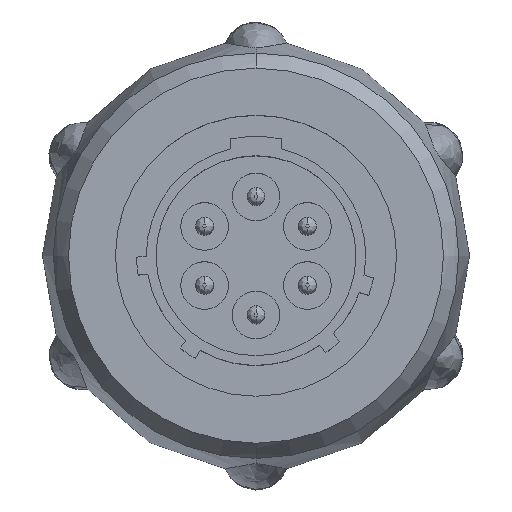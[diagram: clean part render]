
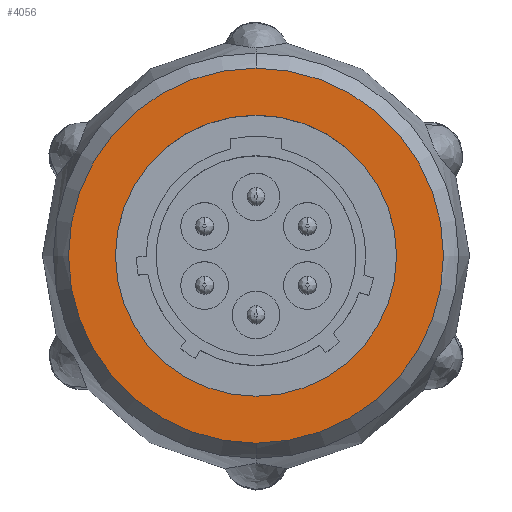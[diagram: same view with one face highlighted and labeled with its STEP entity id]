
A CAD part, top view. The second image highlights one B-rep face of the part: STEP entity #4056.
In plain terms, the highlighted planar face has unit normal (0, 0, 1).
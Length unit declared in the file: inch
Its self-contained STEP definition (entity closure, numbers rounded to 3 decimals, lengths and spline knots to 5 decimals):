
#1353=CARTESIAN_POINT('',(0.,0.,0.78346));
#1354=DIRECTION('',(0.,0.,1.));
#1355=DIRECTION('',(0.,1.,0.));
#1356=AXIS2_PLACEMENT_3D('',#1353,#1354,#1355);
#1358=CARTESIAN_POINT('',(0.,0.,0.78346));
#1359=DIRECTION('',(0.,0.,-1.));
#1360=DIRECTION('',(0.,1.,0.));
#1361=AXIS2_PLACEMENT_3D('',#1358,#1359,#1360);
#1363=CARTESIAN_POINT('',(0.,0.,0.78346));
#1364=DIRECTION('',(0.,0.,-1.));
#1365=DIRECTION('',(0.,1.,0.));
#1366=AXIS2_PLACEMENT_3D('',#1363,#1364,#1365);
#1376=CARTESIAN_POINT('',(0.,0.,0.78346));
#1377=DIRECTION('',(0.,0.,1.));
#1378=DIRECTION('',(0.,1.,0.));
#1379=AXIS2_PLACEMENT_3D('',#1376,#1377,#1378);
#3004=CARTESIAN_POINT('',(0.,0.41229,0.78346));
#3006=VERTEX_POINT('',#3004);
#3007=CARTESIAN_POINT('',(0.,0.30906,0.78346));
#3009=VERTEX_POINT('',#3007);
#3020=CARTESIAN_POINT('',(0.,-0.41229,0.78346));
#3022=VERTEX_POINT('',#3020);
#3023=CARTESIAN_POINT('',(0.,-0.30906,0.78346));
#3025=VERTEX_POINT('',#3023);
#4041=CARTESIAN_POINT('',(0.,0.,0.78346));
#4042=DIRECTION('',(0.,0.,-1.));
#4043=DIRECTION('',(0.,-1.,0.));
#4044=AXIS2_PLACEMENT_3D('',#4041,#4042,#4043);
#4045=PLANE('',#4044);
#4046=ORIENTED_EDGE('',*,*,#4034,.F.);
#4047=ORIENTED_EDGE('',*,*,#3999,.T.);
#4048=EDGE_LOOP('',(#4046,#4047));
#4049=FACE_OUTER_BOUND('',#4048,.F.);
#4051=ORIENTED_EDGE('',*,*,#4050,.F.);
#4053=ORIENTED_EDGE('',*,*,#4052,.T.);
#4054=EDGE_LOOP('',(#4051,#4053));
#4055=FACE_BOUND('',#4054,.F.);
#4056=ADVANCED_FACE('',(#4049,#4055),#4045,.F.);
#1357=CIRCLE('',#1356,0.41229);
#1362=CIRCLE('',#1361,0.41229);
#1367=CIRCLE('',#1366,0.30906);
#1380=CIRCLE('',#1379,0.30906);
#3999=EDGE_CURVE('',#3006,#3022,#1362,.T.);
#4034=EDGE_CURVE('',#3006,#3022,#1357,.T.);
#4050=EDGE_CURVE('',#3009,#3025,#1367,.T.);
#4052=EDGE_CURVE('',#3009,#3025,#1380,.T.);
